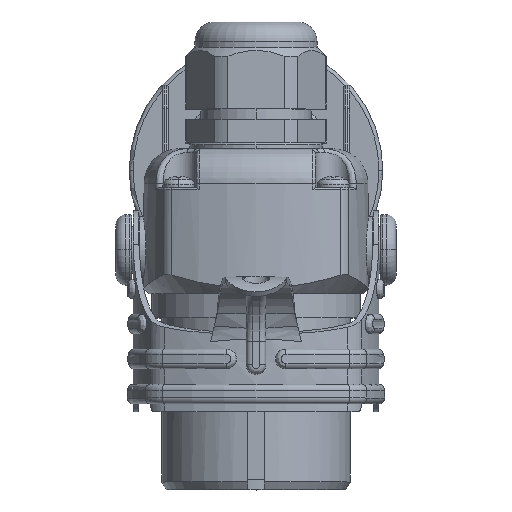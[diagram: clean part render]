
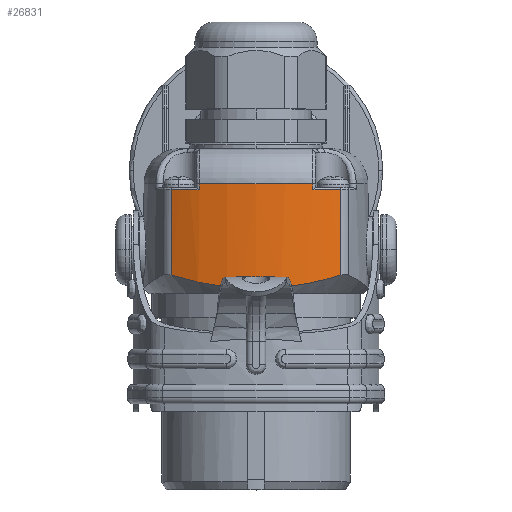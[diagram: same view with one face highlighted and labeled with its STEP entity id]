
A CAD part, top view. The second image highlights one B-rep face of the part: STEP entity #26831.
In plain terms, the highlighted cylindrical face has radius 50.296 mm (diameter 100.593 mm), a partial arc.
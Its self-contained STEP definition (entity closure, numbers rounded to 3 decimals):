
#263=CARTESIAN_POINT('',(-21.744,55.029,23.857));
#265=CARTESIAN_POINT('',(-21.744,55.029,23.857));
#266=CARTESIAN_POINT('',(-21.3,54.888,24.07));
#267=CARTESIAN_POINT('',(-20.4,54.609,24.486));
#268=CARTESIAN_POINT('',(-19.003,54.205,25.08));
#269=CARTESIAN_POINT('',(-17.586,53.824,25.633));
#270=CARTESIAN_POINT('',(-16.166,53.473,26.139));
#271=CARTESIAN_POINT('',(-14.761,53.154,26.593));
#272=CARTESIAN_POINT('',(-13.357,52.863,27.001));
#273=CARTESIAN_POINT('',(-11.94,52.599,27.37));
#274=CARTESIAN_POINT('',(-10.497,52.36,27.7));
#275=CARTESIAN_POINT('',(-9.014,52.146,27.994));
#276=CARTESIAN_POINT('',(-7.505,51.962,28.245));
#277=CARTESIAN_POINT('',(-5.982,51.81,28.451));
#278=CARTESIAN_POINT('',(-4.459,51.692,28.61));
#279=CARTESIAN_POINT('',(-2.944,51.609,28.721));
#280=CARTESIAN_POINT('',(-1.45,51.56,28.786));
#281=CARTESIAN_POINT('',(-0.479,51.55,28.8));
#282=CARTESIAN_POINT('',(0.,51.55,28.8));
#448=DIRECTION('',(0.,-1.,0.));
#449=VECTOR('',#448,21.871);
#450=CARTESIAN_POINT('',(21.744,76.9,23.857));
#451=LINE('',#450,#449);
#452=DIRECTION('',(0.,-1.,0.));
#453=VECTOR('',#452,21.871);
#454=CARTESIAN_POINT('',(-21.744,76.9,23.857));
#455=LINE('',#454,#453);
#877=CARTESIAN_POINT('',(0.,76.9,-21.496));
#878=DIRECTION('',(0.,1.,0.));
#879=DIRECTION('',(0.29,0.,0.957));
#880=AXIS2_PLACEMENT_3D('',#877,#878,#879);
#904=DIRECTION('',(0.,1.,0.));
#905=VECTOR('',#904,1.5);
#906=CARTESIAN_POINT('',(14.589,76.9,26.638));
#907=LINE('',#906,#905);
#912=CARTESIAN_POINT('',(14.589,78.4,26.638));
#977=CARTESIAN_POINT('',(0.,78.4,-21.496));
#978=DIRECTION('',(0.,1.,0.));
#979=DIRECTION('',(-0.29,0.,0.957));
#980=AXIS2_PLACEMENT_3D('',#977,#978,#979);
#1009=CARTESIAN_POINT('',(-14.589,78.4,26.638));
#1046=DIRECTION('',(0.,-1.,0.));
#1047=VECTOR('',#1046,1.5);
#1048=CARTESIAN_POINT('',(-14.589,78.4,26.638));
#1049=LINE('',#1048,#1047);
#1081=CARTESIAN_POINT('',(0.,76.9,-21.496));
#1082=DIRECTION('',(0.,1.,0.));
#1083=DIRECTION('',(-0.432,0.,0.902));
#1084=AXIS2_PLACEMENT_3D('',#1081,#1082,#1083);
#17083=CARTESIAN_POINT('',(0.,51.55,28.8));
#17084=CARTESIAN_POINT('',(0.48,51.55,28.8));
#17085=CARTESIAN_POINT('',(1.438,51.56,28.786));
#17086=CARTESIAN_POINT('',(2.871,51.606,28.725));
#17087=CARTESIAN_POINT('',(4.3,51.682,28.623));
#17088=CARTESIAN_POINT('',(5.727,51.788,28.48));
#17089=CARTESIAN_POINT('',(7.155,51.924,28.296));
#17090=CARTESIAN_POINT('',(8.588,52.091,28.069));
#17091=CARTESIAN_POINT('',(10.03,52.289,27.797));
#17092=CARTESIAN_POINT('',(11.486,52.52,27.479));
#17093=CARTESIAN_POINT('',(12.959,52.785,27.11));
#17094=CARTESIAN_POINT('',(14.441,53.084,26.691));
#17095=CARTESIAN_POINT('',(15.927,53.416,26.22));
#17096=CARTESIAN_POINT('',(17.411,53.779,25.699));
#17097=CARTESIAN_POINT('',(18.885,54.172,25.129));
#17098=CARTESIAN_POINT('',(20.336,54.59,24.514));
#17099=CARTESIAN_POINT('',(21.279,54.881,24.08));
#17100=CARTESIAN_POINT('',(21.744,55.029,23.857));
#17102=CARTESIAN_POINT('',(21.744,55.029,23.857));
#21222=VERTEX_POINT('',#17102);
#21229=VERTEX_POINT('',#263);
#21230=VERTEX_POINT('',#282);
#25380=VERTEX_POINT('',#912);
#25409=VERTEX_POINT('',#1009);
#25445=CARTESIAN_POINT('',(21.744,76.9,23.857));
#25446=VERTEX_POINT('',#25445);
#25447=CARTESIAN_POINT('',(14.589,76.9,26.638));
#25448=VERTEX_POINT('',#25447);
#25449=CARTESIAN_POINT('',(-21.744,76.9,23.857));
#25450=CARTESIAN_POINT('',(-14.589,76.9,26.638));
#25451=VERTEX_POINT('',#25449);
#25452=VERTEX_POINT('',#25450);
#26808=CARTESIAN_POINT('',(0.,50.25,-21.496));
#26809=DIRECTION('',(0.,1.,0.));
#26810=DIRECTION('',(0.,0.,1.));
#26811=AXIS2_PLACEMENT_3D('',#26808,#26809,#26810);
#26812=CYLINDRICAL_SURFACE('',#26811,50.296);
#26814=ORIENTED_EDGE('',*,*,#26813,.F.);
#26816=ORIENTED_EDGE('',*,*,#26815,.T.);
#26818=ORIENTED_EDGE('',*,*,#26817,.F.);
#26820=ORIENTED_EDGE('',*,*,#26819,.T.);
#26822=ORIENTED_EDGE('',*,*,#26821,.F.);
#26824=ORIENTED_EDGE('',*,*,#26823,.T.);
#26825=ORIENTED_EDGE('',*,*,#26798,.T.);
#26827=ORIENTED_EDGE('',*,*,#26826,.F.);
#26828=ORIENTED_EDGE('',*,*,#26705,.F.);
#26829=EDGE_LOOP('',(#26814,#26816,#26818,#26820,#26822,#26824,#26825,#26827,
#26828));
#26830=FACE_OUTER_BOUND('',#26829,.F.);
#26831=ADVANCED_FACE('',(#26830),#26812,.T.);
#283=B_SPLINE_CURVE_WITH_KNOTS('',3,(#265,#266,#267,#268,#269,#270,#271,#272,
#273,#274,#275,#276,#277,#278,#279,#280,#281,#282),.UNSPECIFIED.,.F.,.F.,(4,1,1,
1,1,1,1,1,1,1,1,1,1,1,1,4),(0.,0.067,0.133,0.2,
0.267,0.333,0.4,0.467,0.533,
0.6,0.667,0.733,0.8,0.867,
0.933,1.),.UNSPECIFIED.);
#881=CIRCLE('',#880,50.296);
#981=CIRCLE('',#980,50.296);
#1085=CIRCLE('',#1084,50.296);
#17101=B_SPLINE_CURVE_WITH_KNOTS('',3,(#17083,#17084,#17085,#17086,#17087,
#17088,#17089,#17090,#17091,#17092,#17093,#17094,#17095,#17096,#17097,#17098,
#17099,#17100),.UNSPECIFIED.,.F.,.F.,(4,1,1,1,1,1,1,1,1,1,1,1,1,1,1,4),(0.,
0.067,0.133,0.2,0.267,0.333,
0.4,0.467,0.533,0.6,0.667,
0.733,0.8,0.867,0.933,1.),
.UNSPECIFIED.);
#26705=EDGE_CURVE('',#21229,#21230,#283,.T.);
#26798=EDGE_CURVE('',#25446,#21222,#451,.T.);
#26813=EDGE_CURVE('',#25451,#21229,#455,.T.);
#26815=EDGE_CURVE('',#25451,#25452,#1085,.T.);
#26817=EDGE_CURVE('',#25409,#25452,#1049,.T.);
#26819=EDGE_CURVE('',#25409,#25380,#981,.T.);
#26821=EDGE_CURVE('',#25448,#25380,#907,.T.);
#26823=EDGE_CURVE('',#25448,#25446,#881,.T.);
#26826=EDGE_CURVE('',#21230,#21222,#17101,.T.);
